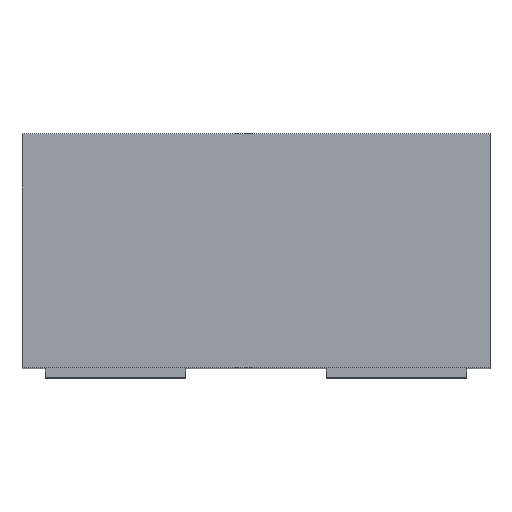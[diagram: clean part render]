
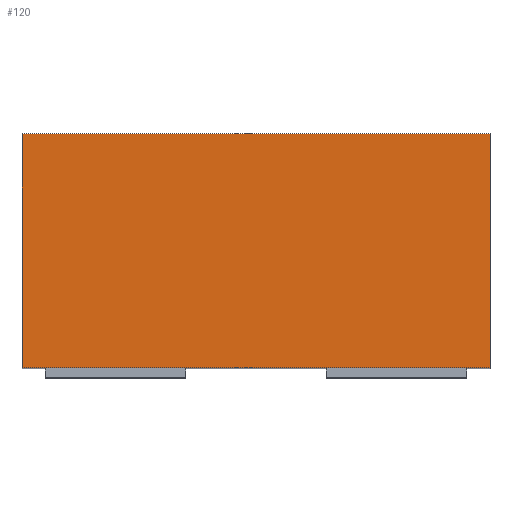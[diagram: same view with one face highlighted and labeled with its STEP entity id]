
A CAD part, top view. The second image highlights one B-rep face of the part: STEP entity #120.
In plain terms, the highlighted planar face has unit normal (0, 0, 1).
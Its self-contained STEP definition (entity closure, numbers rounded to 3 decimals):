
#30 = CARTESIAN_POINT ( 'NONE',  ( -0.5, 0.02, 0.75 ) ) ;
#120 = ADVANCED_FACE ( 'NONE', ( #1207 ), #851, .F. ) ;
#130 = CARTESIAN_POINT ( 'NONE',  ( -0.5, 0.52, 0.75 ) ) ;
#173 = DIRECTION ( 'NONE',  ( 1., 0., 0. ) ) ;
#236 = EDGE_LOOP ( 'NONE', ( #603, #1253, #1188, #710 ) ) ;
#489 = EDGE_CURVE ( 'NONE', #1561, #978, #1438, .T. ) ;
#553 = VERTEX_POINT ( 'NONE', #30 ) ;
#576 = EDGE_CURVE ( 'NONE', #978, #868, #591, .T. ) ;
#591 = LINE ( 'NONE', #1671, #1421 ) ;
#595 = CARTESIAN_POINT ( 'NONE',  ( -0.5, 0.52, 0.75 ) ) ;
#603 = ORIENTED_EDGE ( 'NONE', *, *, #1074, .T. ) ;
#619 = VECTOR ( 'NONE', #173, 1000. ) ;
#685 = LINE ( 'NONE', #1206, #1698 ) ;
#710 = ORIENTED_EDGE ( 'NONE', *, *, #1113, .T. ) ;
#797 = DIRECTION ( 'NONE',  ( -1., 0., 0. ) ) ;
#809 = DIRECTION ( 'NONE',  ( 0., 0., -1. ) ) ;
#812 = CARTESIAN_POINT ( 'NONE',  ( -0.5, 0.52, 0.75 ) ) ;
#851 = PLANE ( 'NONE',  #1555 ) ;
#868 = VERTEX_POINT ( 'NONE', #1449 ) ;
#887 = VECTOR ( 'NONE', #1110, 1000. ) ;
#978 = VERTEX_POINT ( 'NONE', #1310 ) ;
#1074 = EDGE_CURVE ( 'NONE', #553, #868, #685, .T. ) ;
#1110 = DIRECTION ( 'NONE',  ( 0., -1., 0. ) ) ;
#1113 = EDGE_CURVE ( 'NONE', #1561, #553, #1683, .T. ) ;
#1115 = CARTESIAN_POINT ( 'NONE',  ( -0.5, 0.52, 0.75 ) ) ;
#1179 = DIRECTION ( 'NONE',  ( 1., 0., 0. ) ) ;
#1188 = ORIENTED_EDGE ( 'NONE', *, *, #489, .F. ) ;
#1206 = CARTESIAN_POINT ( 'NONE',  ( -0.5, 0.02, 0.75 ) ) ;
#1207 = FACE_OUTER_BOUND ( 'NONE', #236, .T. ) ;
#1253 = ORIENTED_EDGE ( 'NONE', *, *, #576, .F. ) ;
#1310 = CARTESIAN_POINT ( 'NONE',  ( 0.5, 0.52, 0.75 ) ) ;
#1421 = VECTOR ( 'NONE', #1705, 1000. ) ;
#1438 = LINE ( 'NONE', #130, #619 ) ;
#1449 = CARTESIAN_POINT ( 'NONE',  ( 0.5, 0.02, 0.75 ) ) ;
#1555 = AXIS2_PLACEMENT_3D ( 'NONE', #812, #809, #797 ) ;
#1561 = VERTEX_POINT ( 'NONE', #595 ) ;
#1671 = CARTESIAN_POINT ( 'NONE',  ( 0.5, 0.52, 0.75 ) ) ;
#1683 = LINE ( 'NONE', #1115, #887 ) ;
#1698 = VECTOR ( 'NONE', #1179, 1000. ) ;
#1705 = DIRECTION ( 'NONE',  ( 0., -1., 0. ) ) ;
